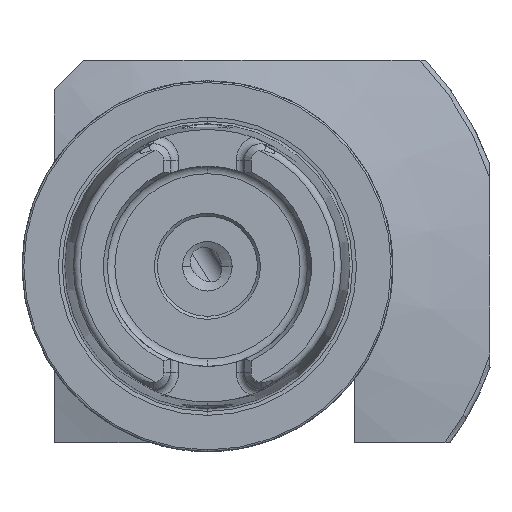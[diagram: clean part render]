
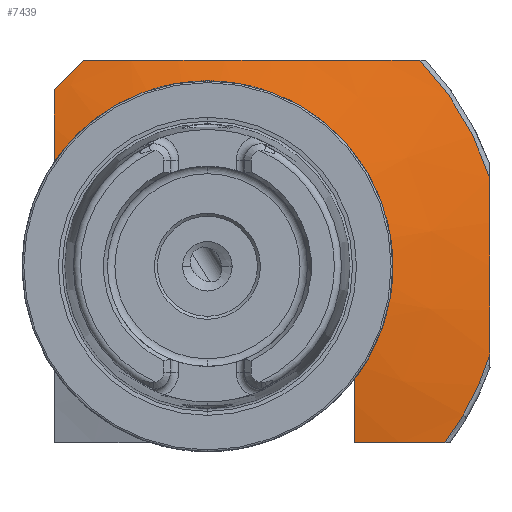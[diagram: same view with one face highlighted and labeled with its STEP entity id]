
A CAD part, left-side view. The second image highlights one B-rep face of the part: STEP entity #7439.
In plain terms, the highlighted conical face has half-angle 75 degrees and reference radius 50.259 mm.
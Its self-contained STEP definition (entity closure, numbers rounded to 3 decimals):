
#51 = CARTESIAN_POINT ( 'NONE',  ( 42.472, -21.85, -17.172 ) ) ;
#83 = ORIENTED_EDGE ( 'NONE', *, *, #2576, .T. ) ;
#133 = CARTESIAN_POINT ( 'NONE',  ( 48.107, -48., 9.943 ) ) ;
#417 = CARTESIAN_POINT ( 'NONE',  ( 45.716, 24.332, 31.668 ) ) ;
#433 = CARTESIAN_POINT ( 'NONE',  ( 46.771, -26.645, 35. ) ) ;
#497 = AXIS2_PLACEMENT_3D ( 'NONE', #7306, #8862, #1091 ) ;
#562 = ORIENTED_EDGE ( 'NONE', *, *, #2363, .T. ) ;
#1091 = DIRECTION ( 'NONE',  ( 0., 1., 0. ) ) ;
#1183 = CARTESIAN_POINT ( 'NONE',  ( 44.91, -12.457, 35. ) ) ;
#1221 = CARTESIAN_POINT ( 'NONE',  ( 44.423, -2.945, 35. ) ) ;
#1274 = CARTESIAN_POINT ( 'NONE',  ( 45.97, 21., 35. ) ) ;
#1297 = ORIENTED_EDGE ( 'NONE', *, *, #4882, .T. ) ;
#1369 = EDGE_CURVE ( 'NONE', #4249, #7505, #2533, .T. ) ;
#1581 = EDGE_CURVE ( 'NONE', #8465, #9489, #5959, .T. ) ;
#1647 = ORIENTED_EDGE ( 'NONE', *, *, #3984, .T. ) ;
#1755 = CARTESIAN_POINT ( 'NONE',  ( 42.199, 0., 0. ) ) ;
#1776 = CARTESIAN_POINT ( 'NONE',  ( 45.497, -25., -30. ) ) ;
#1826 = ORIENTED_EDGE ( 'NONE', *, *, #4481, .T. ) ;
#1855 = B_SPLINE_CURVE_WITH_KNOTS ( 'NONE', 3,
 ( #6590, #5920, #3512, #7455, #2869, #8238 ),
 .UNSPECIFIED., .F., .F.,
 ( 4, 2, 4 ),
 ( 0.072, 0.078, 0.085 ),
 .UNSPECIFIED. ) ;
#1931 = CARTESIAN_POINT ( 'NONE',  ( 44.458, 4.218, 35. ) ) ;
#2076 = ORIENTED_EDGE ( 'NONE', *, *, #2310, .T. ) ;
#2102 = FACE_OUTER_BOUND ( 'NONE', #3208, .T. ) ;
#2310 = EDGE_CURVE ( 'NONE', #3680, #8465, #7235, .T. ) ;
#2363 = EDGE_CURVE ( 'NONE', #4683, #9136, #9556, .T. ) ;
#2445 = CARTESIAN_POINT ( 'NONE',  ( 42.765, -23.428, -16.88 ) ) ;
#2517 = ORIENTED_EDGE ( 'NONE', *, *, #2951, .F. ) ;
#2533 = CIRCLE ( 'NONE', #5233, 50.259 ) ;
#2576 = EDGE_CURVE ( 'NONE', #9136, #4867, #1855, .T. ) ;
#2601 = CONICAL_SURFACE ( 'NONE', #9472, 50.259, 1.309 ) ;
#2605 = CARTESIAN_POINT ( 'NONE',  ( 46.414, -30.115, -30. ) ) ;
#2792 = CARTESIAN_POINT ( 'NONE',  ( 45.497, -25., -30. ) ) ;
#2869 = CARTESIAN_POINT ( 'NONE',  ( 45.039, -25., -27.773 ) ) ;
#2951 = EDGE_CURVE ( 'NONE', #4466, #3744, #5198, .T. ) ;
#3109 = CARTESIAN_POINT ( 'NONE',  ( 48.5, -40.323, -30. ) ) ;
#3185 = CARTESIAN_POINT ( 'NONE',  ( 42.929, 26., 14.244 ) ) ;
#3208 = EDGE_LOOP ( 'NONE', ( #562, #83, #1647, #2517, #1826, #7085, #1297, #2076, #8282, #9386 ) ) ;
#3426 = CARTESIAN_POINT ( 'NONE',  ( 45.651, 18.611, 35. ) ) ;
#3502 = DIRECTION ( 'NONE',  ( 0., 1., 0. ) ) ;
#3512 = CARTESIAN_POINT ( 'NONE',  ( 43.783, -25., -21.068 ) ) ;
#3553 = CARTESIAN_POINT ( 'NONE',  ( 45.365, 16.215, 35. ) ) ;
#3680 = VERTEX_POINT ( 'NONE', #1274 ) ;
#3729 = CARTESIAN_POINT ( 'NONE',  ( 42.199, 26., 6.252 ) ) ;
#3744 = VERTEX_POINT ( 'NONE', #3109 ) ;
#3856 = CARTESIAN_POINT ( 'NONE',  ( 45.671, 26., 30. ) ) ;
#3926 = CARTESIAN_POINT ( 'NONE',  ( 42.45, 26., 10.268 ) ) ;
#3984 = EDGE_CURVE ( 'NONE', #4867, #3744, #9413, .T. ) ;
#4000 = CARTESIAN_POINT ( 'NONE',  ( 48.5, -48., -14.898 ) ) ;
#4191 = CARTESIAN_POINT ( 'NONE',  ( 48.5, -36.069, 35. ) ) ;
#4249 = VERTEX_POINT ( 'NONE', #5845 ) ;
#4275 = CARTESIAN_POINT ( 'NONE',  ( 45.817, 22.665, 33.335 ) ) ;
#4466 = VERTEX_POINT ( 'NONE', #4000 ) ;
#4481 = EDGE_CURVE ( 'NONE', #4466, #7505, #8566, .T. ) ;
#4594 = CARTESIAN_POINT ( 'NONE',  ( 44.877, 26., 26.08 ) ) ;
#4680 = EDGE_CURVE ( 'NONE', #9489, #4683, #8905, .T. ) ;
#4683 = VERTEX_POINT ( 'NONE', #4862 ) ;
#4733 = CARTESIAN_POINT ( 'NONE',  ( 48.105, -48., -9.921 ) ) ;
#4862 = CARTESIAN_POINT ( 'NONE',  ( 42.199, -20.266, -17.446 ) ) ;
#4867 = VERTEX_POINT ( 'NONE', #2792 ) ;
#4874 = CARTESIAN_POINT ( 'NONE',  ( 48.5, 0., 0. ) ) ;
#4882 = EDGE_CURVE ( 'NONE', #4249, #3680, #5866, .T. ) ;
#4887 = DIRECTION ( 'NONE',  ( 1., 0., 0. ) ) ;
#4982 = CARTESIAN_POINT ( 'NONE',  ( 47.952, -37.775, -30. ) ) ;
#5063 = CARTESIAN_POINT ( 'NONE',  ( 47.595, -31.36, 35. ) ) ;
#5117 = CARTESIAN_POINT ( 'NONE',  ( 45.671, 26., 30. ) ) ;
#5198 = CIRCLE ( 'NONE', #497, 50.259 ) ;
#5233 = AXIS2_PLACEMENT_3D ( 'NONE', #4874, #4887, #6436 ) ;
#5572 = CARTESIAN_POINT ( 'NONE',  ( 48.5, -48., 14.898 ) ) ;
#5798 = CARTESIAN_POINT ( 'NONE',  ( 45.427, -17.194, 35. ) ) ;
#5845 = CARTESIAN_POINT ( 'NONE',  ( 48.5, -36.069, 35. ) ) ;
#5866 = B_SPLINE_CURVE_WITH_KNOTS ( 'NONE', 3,
 ( #4191, #5063, #433, #5798, #1183, #6569, #1221, #6635, #1931, #7402, #8180, #8042, #3553, #3426, #8958, #7277 ),
 .UNSPECIFIED., .F., .F.,
 ( 4, 2, 2, 2, 2, 2, 2, 4 ),
 ( 0.056, 0.07, 0.084, 0.092, 0.099, 0.106, 0.11, 0.113 ),
 .UNSPECIFIED. ) ;
#5920 = CARTESIAN_POINT ( 'NONE',  ( 43.404, -25., -18.826 ) ) ;
#5959 = B_SPLINE_CURVE_WITH_KNOTS ( 'NONE', 3,
 ( #3856, #4594, #7586, #3185, #3926, #6277 ),
 .UNSPECIFIED., .F., .F.,
 ( 4, 2, 4 ),
 ( 0.037, 0.049, 0.061 ),
 .UNSPECIFIED. ) ;
#6277 = CARTESIAN_POINT ( 'NONE',  ( 42.199, 26., 6.252 ) ) ;
#6312 = CARTESIAN_POINT ( 'NONE',  ( 47.895, -48., 4.982 ) ) ;
#6400 = CARTESIAN_POINT ( 'NONE',  ( 42.199, -20.266, -17.446 ) ) ;
#6436 = DIRECTION ( 'NONE',  ( 0., 1., 0. ) ) ;
#6443 = DIRECTION ( 'NONE',  ( 1., 0., 0. ) ) ;
#6523 = CARTESIAN_POINT ( 'NONE',  ( 48.5, -40.323, -30. ) ) ;
#6525 = AXIS2_PLACEMENT_3D ( 'NONE', #1755, #6443, #7104 ) ;
#6551 = CARTESIAN_POINT ( 'NONE',  ( 48.5, -48., 14.898 ) ) ;
#6569 = CARTESIAN_POINT ( 'NONE',  ( 44.499, -5.326, 35. ) ) ;
#6590 = CARTESIAN_POINT ( 'NONE',  ( 43.07, -25., -16.574 ) ) ;
#6635 = CARTESIAN_POINT ( 'NONE',  ( 44.403, 1.827, 35. ) ) ;
#6863 = CARTESIAN_POINT ( 'NONE',  ( 43.07, -25., -16.574 ) ) ;
#7085 = ORIENTED_EDGE ( 'NONE', *, *, #1369, .F. ) ;
#7104 = DIRECTION ( 'NONE',  ( 0., -1., 0. ) ) ;
#7111 = CARTESIAN_POINT ( 'NONE',  ( 47.894, -48., -4.95 ) ) ;
#7235 = B_SPLINE_CURVE_WITH_KNOTS ( 'NONE', 3,
 ( #7485, #4275, #417, #9995 ),
 .UNSPECIFIED., .F., .F.,
 ( 4, 4 ),
 ( 0.008, 0.015 ),
 .UNSPECIFIED. ) ;
#7277 = CARTESIAN_POINT ( 'NONE',  ( 45.97, 21., 35. ) ) ;
#7306 = CARTESIAN_POINT ( 'NONE',  ( 48.5, 0., 0. ) ) ;
#7402 = CARTESIAN_POINT ( 'NONE',  ( 44.697, 9.008, 35. ) ) ;
#7439 = ADVANCED_FACE ( 'NONE', ( #2102 ), #2601, .T. ) ;
#7455 = CARTESIAN_POINT ( 'NONE',  ( 44.6, -25., -25.542 ) ) ;
#7485 = CARTESIAN_POINT ( 'NONE',  ( 45.97, 21., 35. ) ) ;
#7505 = VERTEX_POINT ( 'NONE', #6551 ) ;
#7586 = CARTESIAN_POINT ( 'NONE',  ( 44.144, 26., 22.15 ) ) ;
#7854 = CARTESIAN_POINT ( 'NONE',  ( 48.5, -48., -14.898 ) ) ;
#8002 = CARTESIAN_POINT ( 'NONE',  ( 47.422, -35.223, -30. ) ) ;
#8042 = CARTESIAN_POINT ( 'NONE',  ( 45.234, 15.013, 35. ) ) ;
#8127 = CARTESIAN_POINT ( 'NONE',  ( 48.5, 0., 0. ) ) ;
#8180 = CARTESIAN_POINT ( 'NONE',  ( 44.879, 11.408, 35. ) ) ;
#8238 = CARTESIAN_POINT ( 'NONE',  ( 45.497, -25., -30. ) ) ;
#8282 = ORIENTED_EDGE ( 'NONE', *, *, #1581, .T. ) ;
#8465 = VERTEX_POINT ( 'NONE', #5117 ) ;
#8566 = B_SPLINE_CURVE_WITH_KNOTS ( 'NONE', 3,
 ( #7854, #4733, #7111, #6312, #133, #5572 ),
 .UNSPECIFIED., .F., .F.,
 ( 4, 2, 4 ),
 ( 0.06, 0.075, 0.09 ),
 .UNSPECIFIED. ) ;
#8862 = DIRECTION ( 'NONE',  ( 1., 0., 0. ) ) ;
#8905 = CIRCLE ( 'NONE', #6525, 26.741 ) ;
#8958 = CARTESIAN_POINT ( 'NONE',  ( 45.806, 19.807, 35. ) ) ;
#9136 = VERTEX_POINT ( 'NONE', #6863 ) ;
#9386 = ORIENTED_EDGE ( 'NONE', *, *, #4680, .T. ) ;
#9413 = B_SPLINE_CURVE_WITH_KNOTS ( 'NONE', 3,
 ( #1776, #9479, #2605, #8002, #4982, #6523 ),
 .UNSPECIFIED., .F., .F.,
 ( 4, 2, 4 ),
 ( 0.172, 0.18, 0.188 ),
 .UNSPECIFIED. ) ;
#9420 = CARTESIAN_POINT ( 'NONE',  ( 43.07, -25., -16.574 ) ) ;
#9472 = AXIS2_PLACEMENT_3D ( 'NONE', #8127, #9673, #3502 ) ;
#9479 = CARTESIAN_POINT ( 'NONE',  ( 45.936, -27.559, -30. ) ) ;
#9489 = VERTEX_POINT ( 'NONE', #3729 ) ;
#9556 = B_SPLINE_CURVE_WITH_KNOTS ( 'NONE', 3,
 ( #6400, #51, #2445, #9420 ),
 .UNSPECIFIED., .F., .F.,
 ( 4, 4 ),
 ( 0., 0.005 ),
 .UNSPECIFIED. ) ;
#9673 = DIRECTION ( 'NONE',  ( 1., 0., 0. ) ) ;
#9995 = CARTESIAN_POINT ( 'NONE',  ( 45.671, 26., 30. ) ) ;
